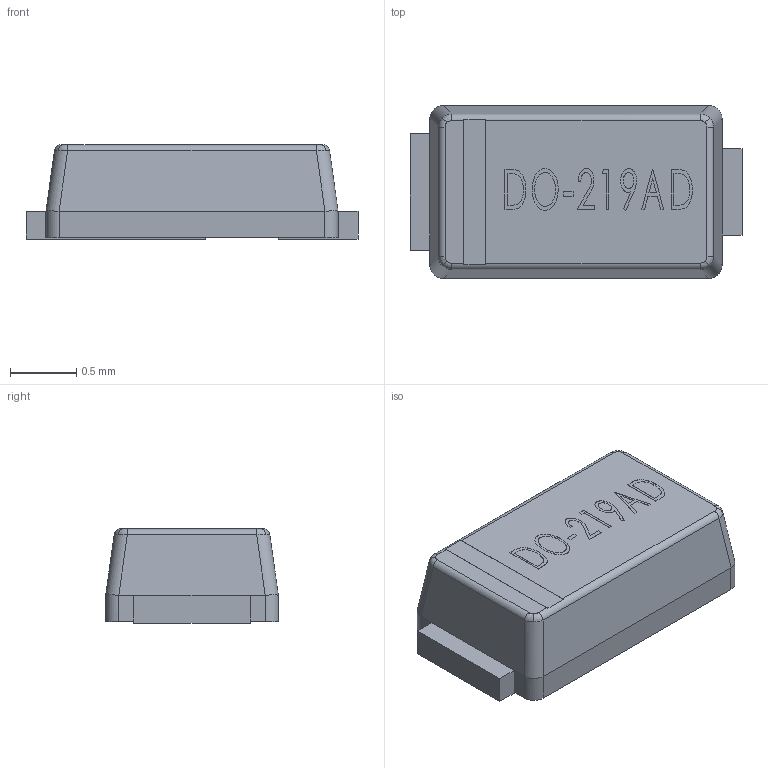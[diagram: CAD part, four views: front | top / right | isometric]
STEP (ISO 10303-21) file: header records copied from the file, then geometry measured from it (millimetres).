
FILE_DESCRIPTION(/* description */ (''),/* implementation_level */ '2;1');
FILE_NAME(/* name */ 'DO-219AD.step',/* time_stamp */ '2021-10-17T10:19:37-04:00',/* author */ (''),/* organization */ (''),/* preprocessor_version */ 'ST-DEVELOPER v18.1',/* originating_system */ 'Autodesk Translation Framework v10.10.0.1391',/* authorisation */ '');
FILE_SCHEMA (('AUTOMOTIVE_DESIGN { 1 0 10303 214 3 1 1 }'));
Length unit declared in the file: millimetre
Products named in the file (1): DO-219AD
Bounding box: 2.5 x 1.3 x 0.71 mm (x, y, z)
Volume: 2.2 mm3; surface area: 14.4 mm2
Topology: 3 solids, 3 shells, 138 faces, 349 edges, 230 vertices
Faces by surface type: plane 81, bspline 45, cylinder 12
Entity records: 6485 total; most frequent: CARTESIAN_POINT 3251, ORIENTED_EDGE 698, DIRECTION 503, EDGE_CURVE 349, LINE 235, VECTOR 235, VERTEX_POINT 230, EDGE_LOOP 151
